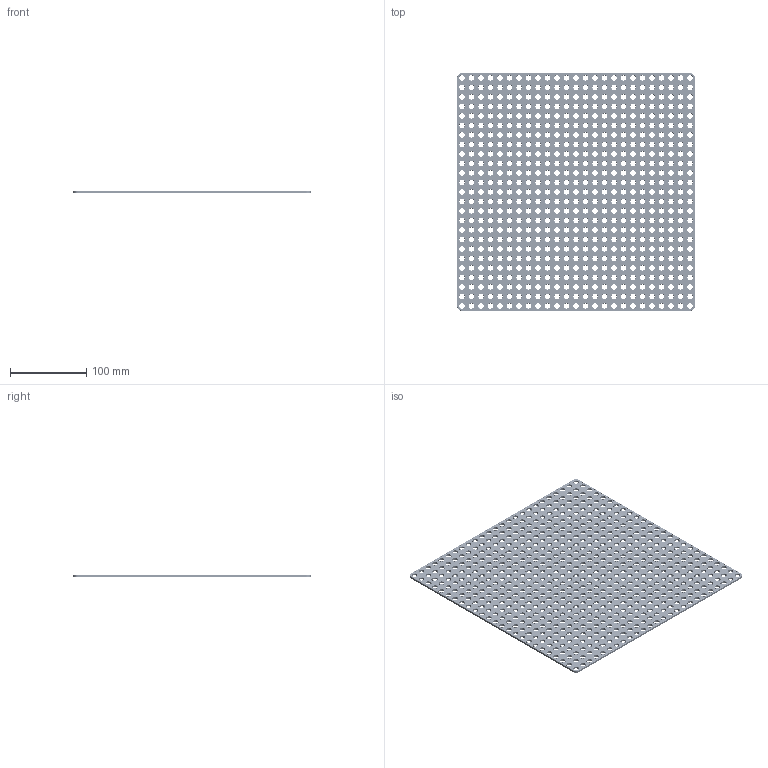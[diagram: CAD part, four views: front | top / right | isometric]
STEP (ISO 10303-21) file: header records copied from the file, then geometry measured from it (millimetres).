
FILE_DESCRIPTION(('FreeCAD Model'),'2;1');
FILE_NAME('Open CASCADE Shape Model','2024-01-31T15:22:06',(''),(''), 'Open CASCADE STEP processor 7.6','FreeCAD','Unknown');
FILE_SCHEMA(('AUTOMOTIVE_DESIGN { 1 0 10303 214 1 1 1 1 }'));
Products named in the file (1): Plate SQR CRNR BU25x00.25 - SPN-PLT-0060 (stemfie.org)
Bounding box: 312.5 x 312.5 x 3.12 mm (x, y, z)
Volume: 217578.9 mm3; surface area: 192704.1 mm2
Topology: 1 solids, 1 shells, 3623 faces, 7620 edges, 4658 vertices
Faces by surface type: cylinder 1258, cone 1258, plane 937, extrusion 170
Full cylindrical faces by diameter (mm): 7 x625, 9.2 x625
Entity records: 203038 total; most frequent: CARTESIAN_POINT 42348, DIRECTION 31092, VECTOR 15370, ORIENTED_EDGE 15240, PCURVE 15240, DEFINITIONAL_REPRESENTATION 15240, LINE 15200, EDGE_CURVE 7620
